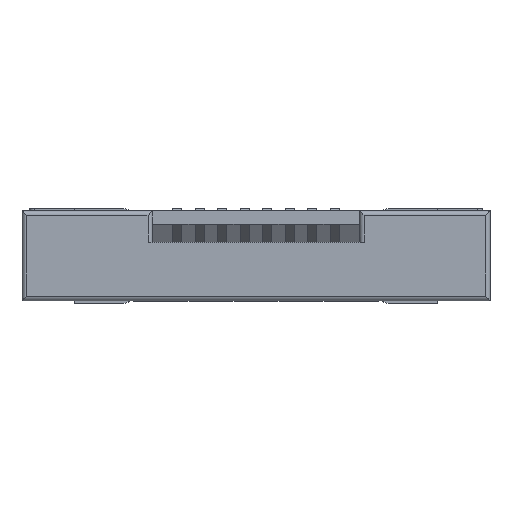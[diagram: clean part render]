
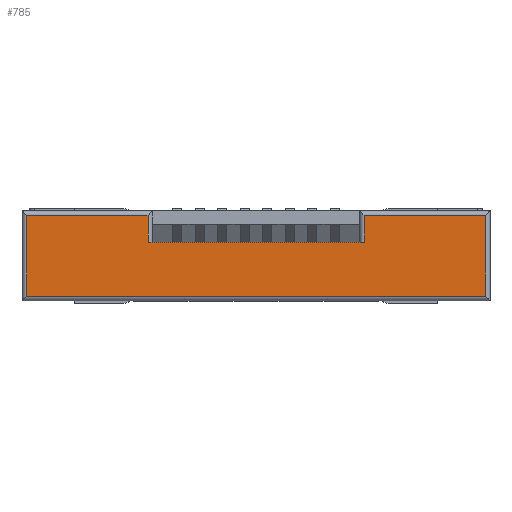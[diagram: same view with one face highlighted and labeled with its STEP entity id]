
A CAD part, top view. The second image highlights one B-rep face of the part: STEP entity #785.
In plain terms, the highlighted planar face has unit normal (0, 0, 1).
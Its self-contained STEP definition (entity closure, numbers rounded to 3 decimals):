
#785 = ADVANCED_FACE( '', ( #1710 ), #1711, .F. );
#1710 = FACE_OUTER_BOUND( '', #2833, .T. );
#1711 = PLANE( '', #2834 );
#2833 = EDGE_LOOP( '', ( #4848, #4849, #4850, #4851, #4852, #4853, #4854, #4855 ) );
#2834 = AXIS2_PLACEMENT_3D( '', #4856, #4857, #4858 );
#4848 = ORIENTED_EDGE( '', *, *, #8076, .T. );
#4849 = ORIENTED_EDGE( '', *, *, #8077, .F. );
#4850 = ORIENTED_EDGE( '', *, *, #8078, .T. );
#4851 = ORIENTED_EDGE( '', *, *, #7424, .T. );
#4852 = ORIENTED_EDGE( '', *, *, #8079, .T. );
#4853 = ORIENTED_EDGE( '', *, *, #8080, .T. );
#4854 = ORIENTED_EDGE( '', *, *, #7592, .T. );
#4855 = ORIENTED_EDGE( '', *, *, #8081, .T. );
#4856 = CARTESIAN_POINT( '', ( 0., 0., 0.65 ) );
#4857 = DIRECTION( '', ( 0., 0., -1. ) );
#4858 = DIRECTION( '', ( -1., 0., 0. ) );
#7424 = EDGE_CURVE( '', #9010, #9008, #9011, .F. );
#7592 = EDGE_CURVE( '', #9308, #9306, #9309, .F. );
#8076 = EDGE_CURVE( '', #10099, #10100, #10101, .F. );
#8077 = EDGE_CURVE( '', #10102, #10100, #10103, .T. );
#8078 = EDGE_CURVE( '', #10102, #9010, #10104, .F. );
#8079 = EDGE_CURVE( '', #9008, #10105, #10106, .F. );
#8080 = EDGE_CURVE( '', #10105, #9308, #10107, .F. );
#8081 = EDGE_CURVE( '', #9306, #10099, #10108, .F. );
#9008 = VERTEX_POINT( '', #11319 );
#9010 = VERTEX_POINT( '', #11321 );
#9011 = LINE( '', #11322, #11323 );
#9306 = VERTEX_POINT( '', #11751 );
#9308 = VERTEX_POINT( '', #11753 );
#9309 = LINE( '', #11754, #11755 );
#10099 = VERTEX_POINT( '', #12929 );
#10100 = VERTEX_POINT( '', #12930 );
#10101 = LINE( '', #12931, #12932 );
#10102 = VERTEX_POINT( '', #12933 );
#10103 = LINE( '', #12934, #12935 );
#10104 = LINE( '', #12936, #12937 );
#10105 = VERTEX_POINT( '', #12938 );
#10106 = LINE( '', #12939, #12940 );
#10107 = LINE( '', #12941, #12942 );
#10108 = LINE( '', #12943, #12944 );
#11319 = CARTESIAN_POINT( '', ( -5.1, 0.9, 0.65 ) );
#11321 = CARTESIAN_POINT( '', ( -2.4, 0.9, 0.65 ) );
#11322 = CARTESIAN_POINT( '', ( -5.2, 0.9, 0.65 ) );
#11323 = VECTOR( '', #14382, 1000. );
#11751 = CARTESIAN_POINT( '', ( 5.1, 0.9, 0.65 ) );
#11753 = CARTESIAN_POINT( '', ( 5.1, -0.9, 0.65 ) );
#11754 = CARTESIAN_POINT( '', ( 5.1, 1., 0.65 ) );
#11755 = VECTOR( '', #14540, 1000. );
#12929 = CARTESIAN_POINT( '', ( 2.4, 0.9, 0.65 ) );
#12930 = CARTESIAN_POINT( '', ( 2.4, 0.3, 0.65 ) );
#12931 = CARTESIAN_POINT( '', ( 2.4, 0.3, 0.65 ) );
#12932 = VECTOR( '', #14991, 1000. );
#12933 = CARTESIAN_POINT( '', ( -2.4, 0.3, 0.65 ) );
#12934 = CARTESIAN_POINT( '', ( -2.3, 0.3, 0.65 ) );
#12935 = VECTOR( '', #14992, 1000. );
#12936 = CARTESIAN_POINT( '', ( -2.4, 1., 0.65 ) );
#12937 = VECTOR( '', #14993, 1000. );
#12938 = CARTESIAN_POINT( '', ( -5.1, -0.9, 0.65 ) );
#12939 = CARTESIAN_POINT( '', ( -5.1, -1., 0.65 ) );
#12940 = VECTOR( '', #14994, 1000. );
#12941 = CARTESIAN_POINT( '', ( 5.2, -0.9, 0.65 ) );
#12942 = VECTOR( '', #14995, 1000. );
#12943 = CARTESIAN_POINT( '', ( 2.3, 0.9, 0.65 ) );
#12944 = VECTOR( '', #14996, 1000. );
#14382 = DIRECTION( '', ( 1., 0., 0. ) );
#14540 = DIRECTION( '', ( 0., -1., 0. ) );
#14991 = DIRECTION( '', ( 0., 1., 0. ) );
#14992 = DIRECTION( '', ( 1., 0., 0. ) );
#14993 = DIRECTION( '', ( 0., -1., 0. ) );
#14994 = DIRECTION( '', ( 0., 1., 0. ) );
#14995 = DIRECTION( '', ( -1., 0., 0. ) );
#14996 = DIRECTION( '', ( 1., 0., 0. ) );
